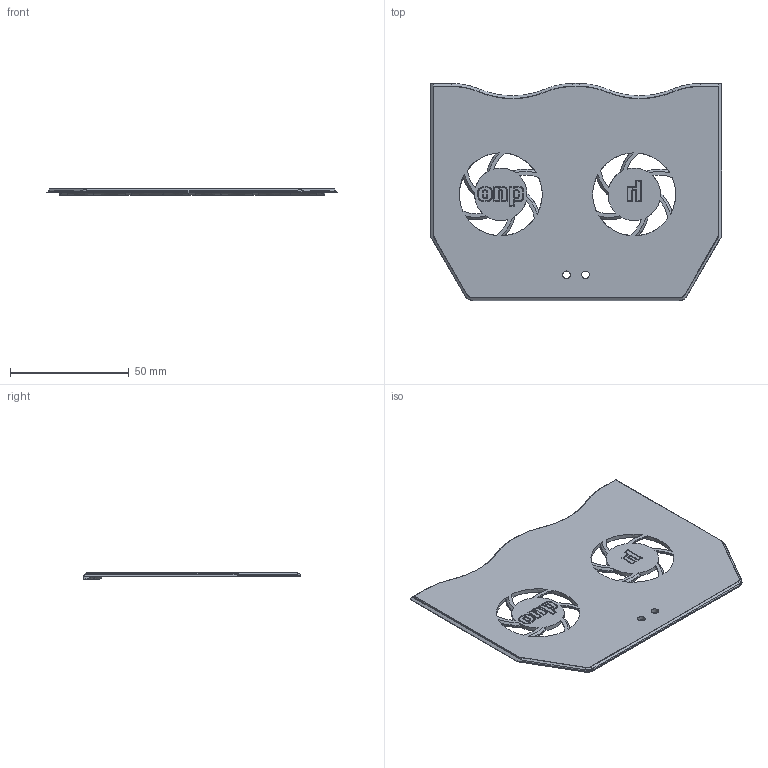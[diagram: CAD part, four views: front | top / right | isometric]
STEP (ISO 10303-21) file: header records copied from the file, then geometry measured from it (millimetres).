
FILE_DESCRIPTION(/* description */ (''),/* implementation_level */ '2;1');
FILE_NAME(/* name */ 'D1S70L~7',/* time_stamp */ '2021-08-31T21:14:46+02:00',/* author */ (''),/* organization */ (''),/* preprocessor_version */ 'ST-DEVELOPER v16.5',/* originating_system */ '',/* authorisation */ '');
FILE_SCHEMA (('CONFIG_CONTROL_DESIGN'));
Length unit declared in the file: millimetre
Products named in the file (1): Document
Bounding box: 122.79 x 91.54 x 2.8 mm (x, y, z)
Surface area: 21061.4 mm2 (no closed solid volume)
Topology: 0 solids, 1 shells, 720 faces, 1901 edges, 1203 vertices
Faces by surface type: bspline 351, cylinder 208, plane 161
Full cylindrical faces by diameter (mm): 3.2 x2
Entity records: 25631 total; most frequent: CARTESIAN_POINT 13597, ORIENTED_EDGE 3796, EDGE_CURVE 1904, B_SPLINE_CURVE_WITH_KNOTS 1402, VERTEX_POINT 1202, EDGE_LOOP 774, ADVANCED_FACE 719, FACE_OUTER_BOUND 719
